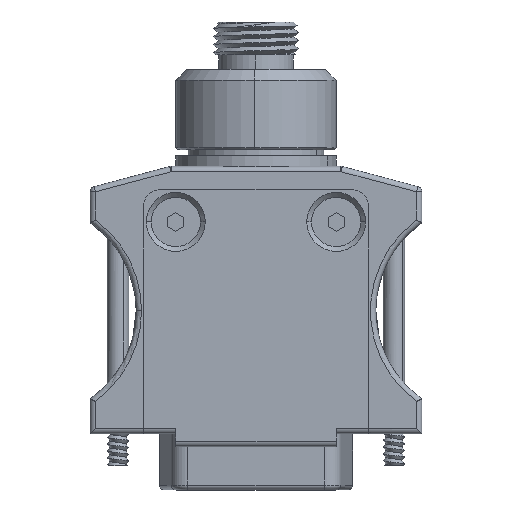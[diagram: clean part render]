
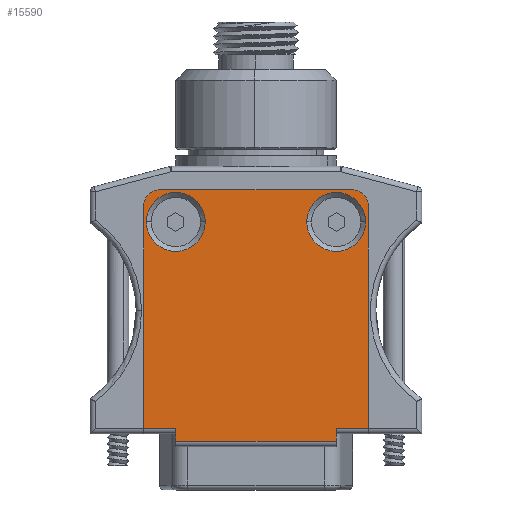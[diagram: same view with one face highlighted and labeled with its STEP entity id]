
A CAD part, top view. The second image highlights one B-rep face of the part: STEP entity #15590.
In plain terms, the highlighted face is planar.
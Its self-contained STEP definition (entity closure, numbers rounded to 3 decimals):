
#555 = AXIS2_PLACEMENT_3D ( 'NONE', #18535, #18528, #18539 ) ;
#3340 = VERTEX_POINT ( 'NONE', #16228 ) ;
#4708 = AXIS2_PLACEMENT_3D ( 'NONE', #17449, #17450, #17451 ) ;
#4710 = AXIS2_PLACEMENT_3D ( 'NONE', #17454, #17455, #17456 ) ;
#4716 = AXIS2_PLACEMENT_3D ( 'NONE', #17466, #17467, #17468 ) ;
#4718 = AXIS2_PLACEMENT_3D ( 'NONE', #17471, #17472, #17473 ) ;
#4740 = AXIS2_PLACEMENT_3D ( 'NONE', #17730, #17731, #17732 ) ;
#4788 = AXIS2_PLACEMENT_3D ( 'NONE', #22737, #22738, #22739 ) ;
#6973 = ORIENTED_EDGE ( 'NONE', *, *, #30804, .F. ) ;
#6974 = ORIENTED_EDGE ( 'NONE', *, *, #30852, .F. ) ;
#6975 = ORIENTED_EDGE ( 'NONE', *, *, #30803, .F. ) ;
#6976 = ORIENTED_EDGE ( 'NONE', *, *, #30899, .F. ) ;
#6977 = ORIENTED_EDGE ( 'NONE', *, *, #30792, .T. ) ;
#6978 = ORIENTED_EDGE ( 'NONE', *, *, #30788, .T. ) ;
#6979 = ORIENTED_EDGE ( 'NONE', *, *, #30845, .F. ) ;
#6980 = ORIENTED_EDGE ( 'NONE', *, *, #30797, .T. ) ;
#6981 = ORIENTED_EDGE ( 'NONE', *, *, #30785, .F. ) ;
#6982 = ORIENTED_EDGE ( 'NONE', *, *, #30796, .T. ) ;
#6983 = ORIENTED_EDGE ( 'NONE', *, *, #30846, .F. ) ;
#6984 = ORIENTED_EDGE ( 'NONE', *, *, #30794, .T. ) ;
#6985 = ORIENTED_EDGE ( 'NONE', *, *, #30798, .T. ) ;
#6986 = ORIENTED_EDGE ( 'NONE', *, *, #30801, .T. ) ;
#14149 = VERTEX_POINT ( 'NONE', #16709 ) ;
#14155 = VERTEX_POINT ( 'NONE', #16713 ) ;
#14157 = VERTEX_POINT ( 'NONE', #16710 ) ;
#14160 = VERTEX_POINT ( 'NONE', #16712 ) ;
#14163 = VERTEX_POINT ( 'NONE', #16718 ) ;
#14168 = VERTEX_POINT ( 'NONE', #16717 ) ;
#14171 = VERTEX_POINT ( 'NONE', #16719 ) ;
#15590 = ADVANCED_FACE ( 'NONE', ( #27714, #27711, #27716 ), #18537, .F. ) ;
#16228 = CARTESIAN_POINT ( 'NONE',  ( 0.25, -3., 0. ) ) ;
#16709 = CARTESIAN_POINT ( 'NONE',  ( 18., -23.5, 0. ) ) ;
#16710 = CARTESIAN_POINT ( 'NONE',  ( 3., -22.3, 0. ) ) ;
#16712 = CARTESIAN_POINT ( 'NONE',  ( 1.5, 0., 0. ) ) ;
#16713 = CARTESIAN_POINT ( 'NONE',  ( 3., -23.5, 0. ) ) ;
#16717 = CARTESIAN_POINT ( 'NONE',  ( 21., -1.5, 0. ) ) ;
#16718 = CARTESIAN_POINT ( 'NONE',  ( 18., -22.3, 0. ) ) ;
#16719 = CARTESIAN_POINT ( 'NONE',  ( 19.5, 0., 0. ) ) ;
#17206 = CARTESIAN_POINT ( 'NONE',  ( 5.75, -3., 0. ) ) ;
#17209 = CARTESIAN_POINT ( 'NONE',  ( 0., -1.5, 0. ) ) ;
#17210 = CARTESIAN_POINT ( 'NONE',  ( 0., -22.3, 0. ) ) ;
#17212 = CARTESIAN_POINT ( 'NONE',  ( 21., -22.3, 0. ) ) ;
#17227 = CARTESIAN_POINT ( 'NONE',  ( 15.25, -3., 0. ) ) ;
#17240 = CARTESIAN_POINT ( 'NONE',  ( 20.75, -3., 0. ) ) ;
#17421 = DIRECTION ( 'NONE',  ( -1., 0., 0. ) ) ;
#17424 = CARTESIAN_POINT ( 'NONE',  ( 0., 0., 0. ) ) ;
#17432 = CARTESIAN_POINT ( 'NONE',  ( 0., -22.3, 0. ) ) ;
#17434 = DIRECTION ( 'NONE',  ( -1., 0., 0. ) ) ;
#17438 = CARTESIAN_POINT ( 'NONE',  ( 3., -24., 0. ) ) ;
#17439 = DIRECTION ( 'NONE',  ( 0., 1., 0. ) ) ;
#17442 = CARTESIAN_POINT ( 'NONE',  ( 0., -22.3, 0. ) ) ;
#17443 = DIRECTION ( 'NONE',  ( -1., 0., 0. ) ) ;
#17447 = CARTESIAN_POINT ( 'NONE',  ( 18., -24., 0. ) ) ;
#17448 = DIRECTION ( 'NONE',  ( 0., -1., 0. ) ) ;
#17449 = CARTESIAN_POINT ( 'NONE',  ( 19.5, -1.5, 0. ) ) ;
#17450 = DIRECTION ( 'NONE',  ( 0., 0., -1. ) ) ;
#17451 = DIRECTION ( 'NONE',  ( 1., 0., 0. ) ) ;
#17454 = CARTESIAN_POINT ( 'NONE',  ( 1.5, -1.5, 0. ) ) ;
#17455 = DIRECTION ( 'NONE',  ( 0., 0., -1. ) ) ;
#17456 = DIRECTION ( 'NONE',  ( 1., 0., 0. ) ) ;
#17461 = CARTESIAN_POINT ( 'NONE',  ( 0., -23.5, 0. ) ) ;
#17462 = DIRECTION ( 'NONE',  ( -1., 0., 0. ) ) ;
#17466 = CARTESIAN_POINT ( 'NONE',  ( 3., -3., 0. ) ) ;
#17467 = DIRECTION ( 'NONE',  ( 0., 0., -1. ) ) ;
#17468 = DIRECTION ( 'NONE',  ( -1., 0., 0. ) ) ;
#17471 = CARTESIAN_POINT ( 'NONE',  ( 18., -3., 0. ) ) ;
#17472 = DIRECTION ( 'NONE',  ( 0., 0., -1. ) ) ;
#17473 = DIRECTION ( 'NONE',  ( -1., 0., 0. ) ) ;
#17618 = DIRECTION ( 'NONE',  ( 0., -1., 0. ) ) ;
#17678 = CARTESIAN_POINT ( 'NONE',  ( 0., 0., 0. ) ) ;
#17682 = CARTESIAN_POINT ( 'NONE',  ( 21., 0., 0. ) ) ;
#17684 = DIRECTION ( 'NONE',  ( 0., 1., 0. ) ) ;
#17730 = CARTESIAN_POINT ( 'NONE',  ( 18., -3., 0. ) ) ;
#17731 = DIRECTION ( 'NONE',  ( 0., 0., -1. ) ) ;
#17732 = DIRECTION ( 'NONE',  ( -1., 0., 0. ) ) ;
#18528 = DIRECTION ( 'NONE',  ( 0., 0., 1. ) ) ;
#18535 = CARTESIAN_POINT ( 'NONE',  ( 0., -24., 0. ) ) ;
#18537 = PLANE ( 'NONE',  #555 ) ;
#18539 = DIRECTION ( 'NONE',  ( 1., 0., 0. ) ) ;
#22737 = CARTESIAN_POINT ( 'NONE',  ( 3., -3., 0. ) ) ;
#22738 = DIRECTION ( 'NONE',  ( 0., 0., -1. ) ) ;
#22739 = DIRECTION ( 'NONE',  ( -1., 0., 0. ) ) ;
#24856 = EDGE_LOOP ( 'NONE', ( #6975, #6976 ) ) ;
#24860 = EDGE_LOOP ( 'NONE', ( #6973, #6974 ) ) ;
#24863 = EDGE_LOOP ( 'NONE', ( #6977, #6978, #6979, #6980, #6981, #6982, #6983, #6984, #6985, #6986 ) ) ;
#27711 = FACE_BOUND ( 'NONE', #24856, .T. ) ;
#27714 = FACE_BOUND ( 'NONE', #24860, .T. ) ;
#27716 = FACE_OUTER_BOUND ( 'NONE', #24863, .T. ) ;
#28494 = LINE ( 'NONE', #17424, #28498 ) ;
#28498 = VECTOR ( 'NONE', #17421, 1000. ) ;
#28501 = LINE ( 'NONE', #17432, #28504 ) ;
#28504 = VECTOR ( 'NONE', #17434, 1000. ) ;
#28507 = CIRCLE ( 'NONE', #4718, 2.75 ) ;
#28509 = LINE ( 'NONE', #17438, #28512 ) ;
#28512 = VECTOR ( 'NONE', #17439, 1000. ) ;
#28513 = LINE ( 'NONE', #17442, #28516 ) ;
#28516 = VECTOR ( 'NONE', #17443, 1000. ) ;
#28517 = CIRCLE ( 'NONE', #4708, 1.5 ) ;
#28518 = CIRCLE ( 'NONE', #4710, 1.5 ) ;
#28519 = LINE ( 'NONE', #17447, #28521 ) ;
#28521 = VECTOR ( 'NONE', #17448, 1000. ) ;
#28523 = LINE ( 'NONE', #17461, #28526 ) ;
#28526 = VECTOR ( 'NONE', #17462, 1000. ) ;
#28527 = CIRCLE ( 'NONE', #4716, 2.75 ) ;
#28595 = LINE ( 'NONE', #17678, #28598 ) ;
#28597 = LINE ( 'NONE', #17682, #28600 ) ;
#28598 = VECTOR ( 'NONE', #17618, 1000. ) ;
#28600 = VECTOR ( 'NONE', #17684, 1000. ) ;
#28606 = CIRCLE ( 'NONE', #4740, 2.75 ) ;
#28615 = VERTEX_POINT ( 'NONE', #17206 ) ;
#28621 = VERTEX_POINT ( 'NONE', #17209 ) ;
#28623 = VERTEX_POINT ( 'NONE', #17210 ) ;
#28627 = VERTEX_POINT ( 'NONE', #17212 ) ;
#28656 = VERTEX_POINT ( 'NONE', #17227 ) ;
#28682 = VERTEX_POINT ( 'NONE', #17240 ) ;
#28733 = CIRCLE ( 'NONE', #4788, 2.75 ) ;
#30785 = EDGE_CURVE ( 'NONE', #14171, #14160, #28494, .T. ) ;
#30788 = EDGE_CURVE ( 'NONE', #14157, #28623, #28501, .T. ) ;
#30792 = EDGE_CURVE ( 'NONE', #14155, #14157, #28509, .T. ) ;
#30794 = EDGE_CURVE ( 'NONE', #28627, #14163, #28513, .T. ) ;
#30796 = EDGE_CURVE ( 'NONE', #14171, #14168, #28517, .T. ) ;
#30797 = EDGE_CURVE ( 'NONE', #28621, #14160, #28518, .T. ) ;
#30798 = EDGE_CURVE ( 'NONE', #14163, #14149, #28519, .T. ) ;
#30801 = EDGE_CURVE ( 'NONE', #14149, #14155, #28523, .T. ) ;
#30803 = EDGE_CURVE ( 'NONE', #3340, #28615, #28527, .T. ) ;
#30804 = EDGE_CURVE ( 'NONE', #28656, #28682, #28507, .T. ) ;
#30845 = EDGE_CURVE ( 'NONE', #28621, #28623, #28595, .T. ) ;
#30846 = EDGE_CURVE ( 'NONE', #28627, #14168, #28597, .T. ) ;
#30852 = EDGE_CURVE ( 'NONE', #28682, #28656, #28606, .T. ) ;
#30899 = EDGE_CURVE ( 'NONE', #28615, #3340, #28733, .T. ) ;
